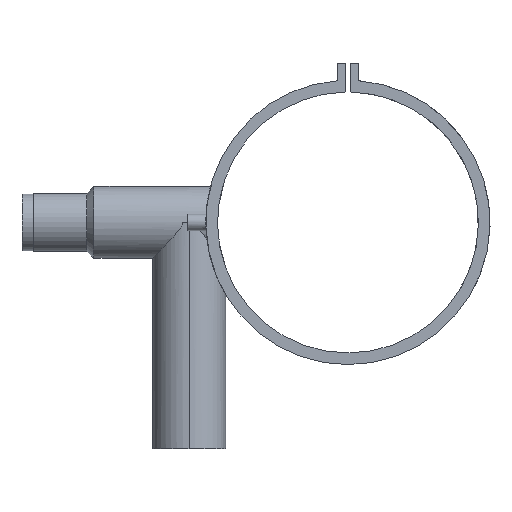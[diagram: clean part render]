
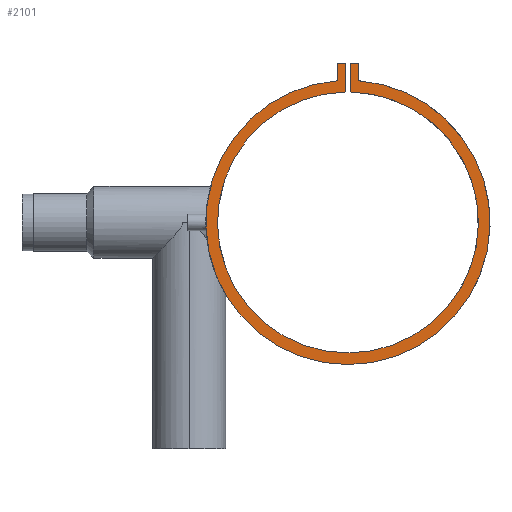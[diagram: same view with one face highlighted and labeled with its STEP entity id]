
A CAD part, left-side view. The second image highlights one B-rep face of the part: STEP entity #2101.
In plain terms, the highlighted planar face has unit normal (-1, 0, 0).
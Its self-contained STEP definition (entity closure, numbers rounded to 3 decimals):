
#32 = EDGE_CURVE ( 'NONE', #2517, #2605, #966, .T. ) ;
#78 = EDGE_LOOP ( 'NONE', ( #1124, #760, #1396, #1840, #814, #1633, #2063, #1239 ) ) ;
#125 = PLANE ( 'NONE',  #1138 ) ;
#180 = DIRECTION ( 'NONE',  ( 0., 0., -1. ) ) ;
#187 = EDGE_CURVE ( 'NONE', #945, #651, #1861, .T. ) ;
#213 = DIRECTION ( 'NONE',  ( -1., 0., 0. ) ) ;
#294 = EDGE_CURVE ( 'NONE', #1527, #295, #1220, .T. ) ;
#295 = VERTEX_POINT ( 'NONE', #1020 ) ;
#392 = EDGE_CURVE ( 'NONE', #651, #1113, #1046, .T. ) ;
#413 = CARTESIAN_POINT ( 'NONE',  ( -69., -9., 137.169 ) ) ;
#419 = DIRECTION ( 'NONE',  ( 0., -1., 0. ) ) ;
#497 = CARTESIAN_POINT ( 'NONE',  ( -69., 0., 0. ) ) ;
#554 = VECTOR ( 'NONE', #1243, 1000. ) ;
#564 = CIRCLE ( 'NONE', #2087, 112.5 ) ;
#651 = VERTEX_POINT ( 'NONE', #1997 ) ;
#760 = ORIENTED_EDGE ( 'NONE', *, *, #1436, .F. ) ;
#814 = ORIENTED_EDGE ( 'NONE', *, *, #2607, .F. ) ;
#835 = VECTOR ( 'NONE', #2665, 1000. ) ;
#945 = VERTEX_POINT ( 'NONE', #1461 ) ;
#966 = LINE ( 'NONE', #1784, #2082 ) ;
#967 = CARTESIAN_POINT ( 'NONE',  ( -69., 0., 0. ) ) ;
#974 = CARTESIAN_POINT ( 'NONE',  ( -69., 9., 137.169 ) ) ;
#1020 = CARTESIAN_POINT ( 'NONE',  ( -69., 2., 112.482 ) ) ;
#1046 = LINE ( 'NONE', #1865, #1515 ) ;
#1049 = DIRECTION ( 'NONE',  ( 0., 0., -1. ) ) ;
#1065 = LINE ( 'NONE', #1880, #835 ) ;
#1113 = VERTEX_POINT ( 'NONE', #974 ) ;
#1124 = ORIENTED_EDGE ( 'NONE', *, *, #187, .F. ) ;
#1138 = AXIS2_PLACEMENT_3D ( 'NONE', #967, #1785, #2580 ) ;
#1220 = LINE ( 'NONE', #2043, #1680 ) ;
#1239 = ORIENTED_EDGE ( 'NONE', *, *, #392, .F. ) ;
#1243 = DIRECTION ( 'NONE',  ( 0., 0., -1. ) ) ;
#1248 = CARTESIAN_POINT ( 'NONE',  ( -69., -2., 137.169 ) ) ;
#1327 = DIRECTION ( 'NONE',  ( 1., 0., 0. ) ) ;
#1396 = ORIENTED_EDGE ( 'NONE', *, *, #2231, .F. ) ;
#1436 = EDGE_CURVE ( 'NONE', #1610, #945, #2265, .T. ) ;
#1447 = LINE ( 'NONE', #2271, #2368 ) ;
#1461 = CARTESIAN_POINT ( 'NONE',  ( -69., -9., 122.169 ) ) ;
#1515 = VECTOR ( 'NONE', #2652, 1000. ) ;
#1527 = VERTEX_POINT ( 'NONE', #2546 ) ;
#1610 = VERTEX_POINT ( 'NONE', #2571 ) ;
#1633 = ORIENTED_EDGE ( 'NONE', *, *, #294, .F. ) ;
#1680 = VECTOR ( 'NONE', #180, 1000. ) ;
#1784 = CARTESIAN_POINT ( 'NONE',  ( -69., -2., 137.169 ) ) ;
#1785 = DIRECTION ( 'NONE',  ( 1., 0., 0. ) ) ;
#1840 = ORIENTED_EDGE ( 'NONE', *, *, #32, .F. ) ;
#1857 = AXIS2_PLACEMENT_3D ( 'NONE', #497, #1327, #2157 ) ;
#1861 = CIRCLE ( 'NONE', #1857, 122.5 ) ;
#1865 = CARTESIAN_POINT ( 'NONE',  ( -69., 9., 137.169 ) ) ;
#1880 = CARTESIAN_POINT ( 'NONE',  ( -69., 9., 137.169 ) ) ;
#1988 = FACE_OUTER_BOUND ( 'NONE', #78, .T. ) ;
#1997 = CARTESIAN_POINT ( 'NONE',  ( -69., 9., 122.169 ) ) ;
#2043 = CARTESIAN_POINT ( 'NONE',  ( -69., 2., 137.169 ) ) ;
#2063 = ORIENTED_EDGE ( 'NONE', *, *, #2653, .F. ) ;
#2071 = CARTESIAN_POINT ( 'NONE',  ( -69., 0., 0. ) ) ;
#2082 = VECTOR ( 'NONE', #2579, 1000. ) ;
#2087 = AXIS2_PLACEMENT_3D ( 'NONE', #2071, #213, #1049 ) ;
#2101 = ADVANCED_FACE ( 'NONE', ( #1988 ), #125, .F. ) ;
#2157 = DIRECTION ( 'NONE',  ( 0., 0., -1. ) ) ;
#2231 = EDGE_CURVE ( 'NONE', #2605, #1610, #1447, .T. ) ;
#2265 = LINE ( 'NONE', #413, #554 ) ;
#2271 = CARTESIAN_POINT ( 'NONE',  ( -69., -2., 137.169 ) ) ;
#2368 = VECTOR ( 'NONE', #419, 1000. ) ;
#2517 = VERTEX_POINT ( 'NONE', #2628 ) ;
#2546 = CARTESIAN_POINT ( 'NONE',  ( -69., 2., 137.169 ) ) ;
#2571 = CARTESIAN_POINT ( 'NONE',  ( -69., -9., 137.169 ) ) ;
#2579 = DIRECTION ( 'NONE',  ( 0., 0., 1. ) ) ;
#2580 = DIRECTION ( 'NONE',  ( 0., 0., -1. ) ) ;
#2605 = VERTEX_POINT ( 'NONE', #1248 ) ;
#2607 = EDGE_CURVE ( 'NONE', #295, #2517, #564, .T. ) ;
#2628 = CARTESIAN_POINT ( 'NONE',  ( -69., -2., 112.482 ) ) ;
#2652 = DIRECTION ( 'NONE',  ( 0., 0., 1. ) ) ;
#2653 = EDGE_CURVE ( 'NONE', #1113, #1527, #1065, .T. ) ;
#2665 = DIRECTION ( 'NONE',  ( 0., -1., 0. ) ) ;
